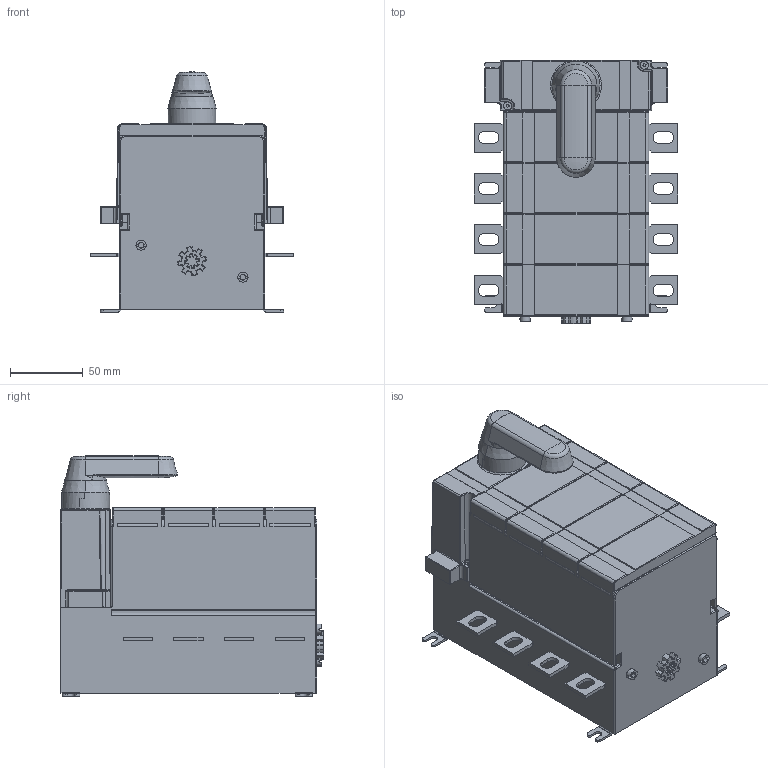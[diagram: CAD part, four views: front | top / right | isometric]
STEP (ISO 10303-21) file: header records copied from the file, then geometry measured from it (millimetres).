
FILE_DESCRIPTION((''),'2;1');
FILE_NAME('OS160GD04FK-AL_SW0002','2024-08-06T10:07:34',('FIANLEH10'),(''),'CREO PARAMETRIC BY PTC INC, 2022364','CREO PARAMETRIC BY PTC INC, 2022364','');
FILE_SCHEMA(('AUTOMOTIVE_DESIGN { 1 0 10303 214 1 1 1 1 }'));
Length unit declared in the file: millimetre
Products named in the file (1): OS160GD04FK-AL_SW0002
Bounding box: 140 x 181.35 x 165.09 mm (x, y, z)
Volume: 2279548.3 mm3; surface area: 147661.4 mm2
Topology: 1 solids, 1 shells, 784 faces, 2108 edges, 1333 vertices
Faces by surface type: plane 382, cylinder 267, torus 54, cone 42, bspline 21, sphere 13, extrusion 4, revolution 1
Entity records: 34622 total; most frequent: CARTESIAN_POINT 8789, ORIENTED_EDGE 4194, DIRECTION 3896, EDGE_CURVE 2097, VERTEX_POINT 1333, AXIS2_PLACEMENT_3D 1307, VECTOR 1278, LINE 1274
